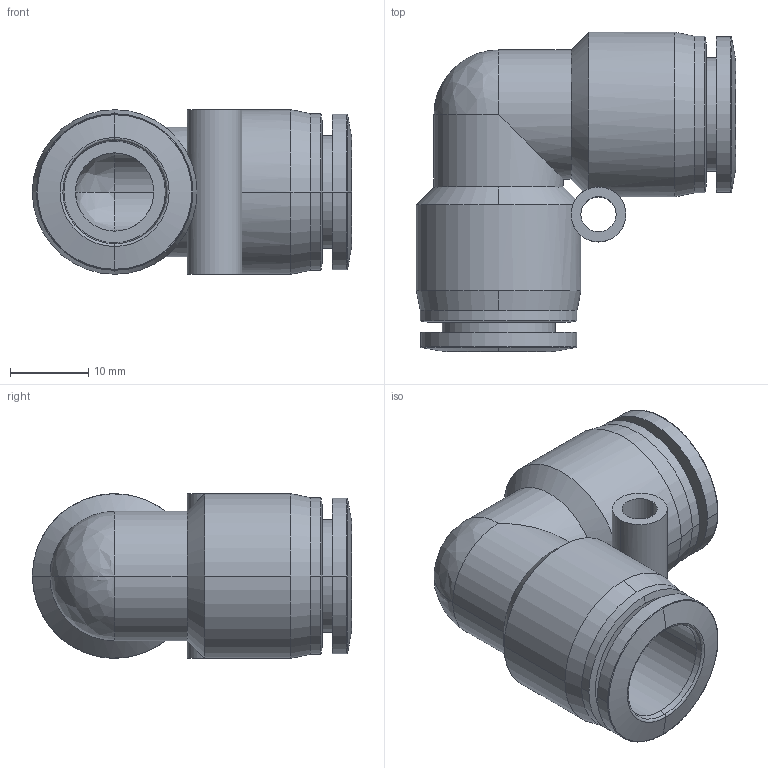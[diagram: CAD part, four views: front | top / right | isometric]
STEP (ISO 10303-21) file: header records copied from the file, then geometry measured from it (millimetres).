
FILE_DESCRIPTION (( 'STEP AP214' ), '1' );
FILE_NAME ('UL12.step', '2016-02-24T20:48:30', ( '' ), ( '' ), 'SwSTEP 2.0', 'SolidWorks 2015', '' );
FILE_SCHEMA (( 'AUTOMOTIVE_DESIGN' ));
Length unit declared in the file: inch
Products named in the file (1): UL12
Bounding box: 40.75 x 40.75 x 21 mm (x, y, z)
Volume: 10348.6 mm3; surface area: 7571 mm2
Topology: 1 solids, 1 shells, 72 faces, 182 edges, 111 vertices
Faces by surface type: cylinder 32, cone 20, bspline 12, plane 8
Entity records: 3391 total; most frequent: CARTESIAN_POINT 673, DIRECTION 399, ORIENTED_EDGE 356, EDGE_CURVE 178, AXIS2_PLACEMENT_3D 173, CIRCLE 112, VERTEX_POINT 111, EDGE_LOOP 81
